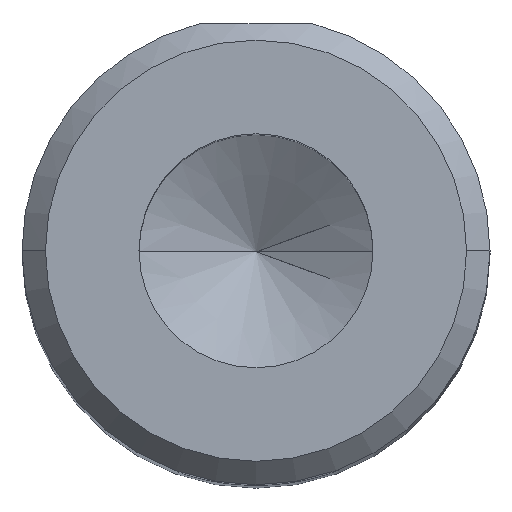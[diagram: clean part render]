
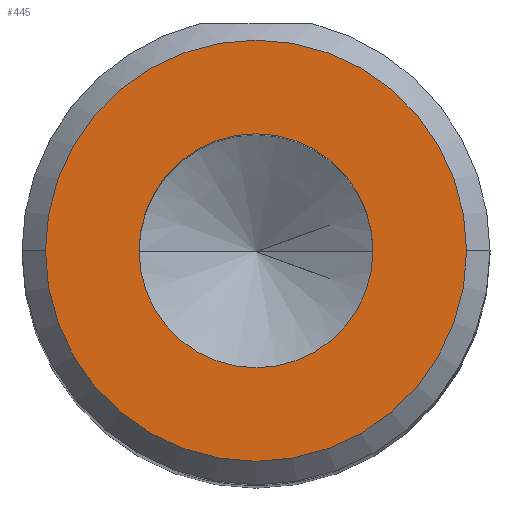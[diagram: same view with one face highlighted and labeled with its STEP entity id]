
A CAD part, top view. The second image highlights one B-rep face of the part: STEP entity #445.
In plain terms, the highlighted planar face has unit normal (0, 0, 1).
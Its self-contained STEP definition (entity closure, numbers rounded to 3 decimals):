
#37 = CARTESIAN_POINT ( 'NONE',  ( -4.5, 0., 22.5 ) ) ;
#52 = AXIS2_PLACEMENT_3D ( 'NONE', #1021, #464, #1122 ) ;
#135 = ORIENTED_EDGE ( 'NONE', *, *, #702, .T. ) ;
#143 = DIRECTION ( 'NONE',  ( 1., 0., 0. ) ) ;
#168 = CARTESIAN_POINT ( 'NONE',  ( 4.5, 0., 22.5 ) ) ;
#171 = AXIS2_PLACEMENT_3D ( 'NONE', #850, #292, #949 ) ;
#266 = EDGE_LOOP ( 'NONE', ( #135, #1183 ) ) ;
#267 = CARTESIAN_POINT ( 'NONE',  ( 0., 0., 22.5 ) ) ;
#282 = AXIS2_PLACEMENT_3D ( 'NONE', #377, #1028, #473 ) ;
#292 = DIRECTION ( 'NONE',  ( 0., 0., 1. ) ) ;
#338 = PLANE ( 'NONE',  #474 ) ;
#354 = ORIENTED_EDGE ( 'NONE', *, *, #1017, .F. ) ;
#367 = DIRECTION ( 'NONE',  ( 1., 0., 0. ) ) ;
#377 = CARTESIAN_POINT ( 'NONE',  ( 0., 0., 22.5 ) ) ;
#387 = AXIS2_PLACEMENT_3D ( 'NONE', #267, #925, #367 ) ;
#398 = CIRCLE ( 'NONE', #387, 2.5 ) ;
#445 = ADVANCED_FACE ( 'NONE', ( #724, #1006 ), #338, .T. ) ;
#451 = VERTEX_POINT ( 'NONE', #37 ) ;
#464 = DIRECTION ( 'NONE',  ( 0., 0., 1. ) ) ;
#473 = DIRECTION ( 'NONE',  ( 1., 0., 0. ) ) ;
#474 = AXIS2_PLACEMENT_3D ( 'NONE', #623, #716, #143 ) ;
#567 = CIRCLE ( 'NONE', #52, 2.5 ) ;
#609 = EDGE_CURVE ( 'NONE', #936, #1110, #398, .T. ) ;
#623 = CARTESIAN_POINT ( 'NONE',  ( 0., 0., 22.5 ) ) ;
#668 = CARTESIAN_POINT ( 'NONE',  ( -2.5, 0., 22.5 ) ) ;
#702 = EDGE_CURVE ( 'NONE', #451, #927, #917, .T. ) ;
#716 = DIRECTION ( 'NONE',  ( 0., 0., 1. ) ) ;
#724 = FACE_OUTER_BOUND ( 'NONE', #266, .T. ) ;
#741 = ORIENTED_EDGE ( 'NONE', *, *, #609, .F. ) ;
#820 = CARTESIAN_POINT ( 'NONE',  ( 2.5, 0., 22.5 ) ) ;
#850 = CARTESIAN_POINT ( 'NONE',  ( 0., 0., 22.5 ) ) ;
#917 = CIRCLE ( 'NONE', #282, 4.5 ) ;
#925 = DIRECTION ( 'NONE',  ( 0., 0., 1. ) ) ;
#927 = VERTEX_POINT ( 'NONE', #168 ) ;
#936 = VERTEX_POINT ( 'NONE', #820 ) ;
#949 = DIRECTION ( 'NONE',  ( 1., 0., 0. ) ) ;
#953 = EDGE_LOOP ( 'NONE', ( #741, #354 ) ) ;
#971 = EDGE_CURVE ( 'NONE', #927, #451, #975, .T. ) ;
#975 = CIRCLE ( 'NONE', #171, 4.5 ) ;
#1006 = FACE_BOUND ( 'NONE', #953, .T. ) ;
#1017 = EDGE_CURVE ( 'NONE', #1110, #936, #567, .T. ) ;
#1021 = CARTESIAN_POINT ( 'NONE',  ( 0., 0., 22.5 ) ) ;
#1028 = DIRECTION ( 'NONE',  ( 0., 0., 1. ) ) ;
#1110 = VERTEX_POINT ( 'NONE', #668 ) ;
#1122 = DIRECTION ( 'NONE',  ( 1., 0., 0. ) ) ;
#1183 = ORIENTED_EDGE ( 'NONE', *, *, #971, .T. ) ;
